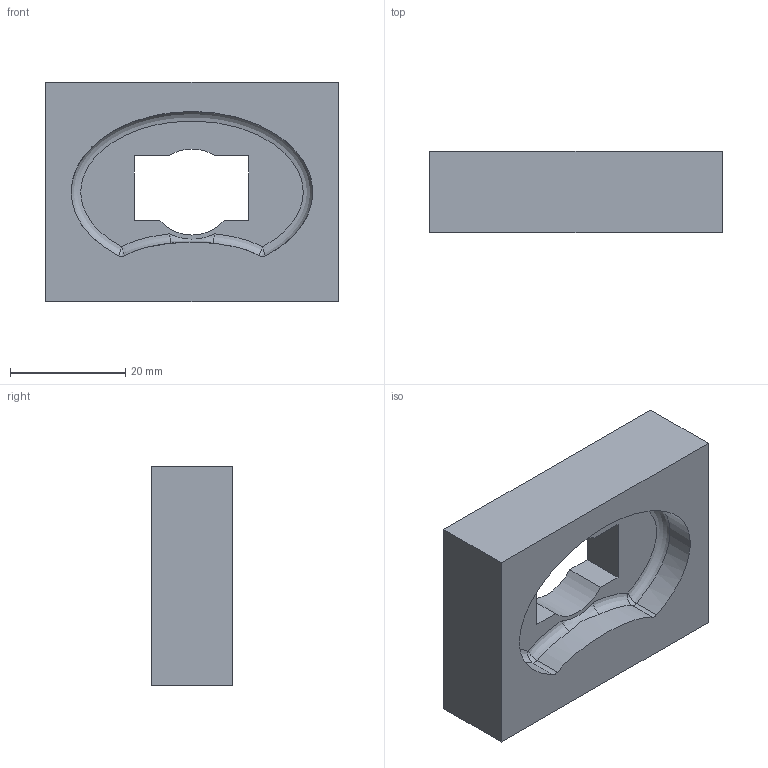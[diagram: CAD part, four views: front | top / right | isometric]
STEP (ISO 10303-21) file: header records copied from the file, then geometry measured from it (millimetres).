
FILE_DESCRIPTION(/* description */ ('Alibre Inc.'),/* implementation_level */ '2;1');
FILE_NAME(/* name */ 'export0',/* time_stamp */ '2015-08-03T10:24:49-04:00',/* author */ (''),/* organization */ (''),/* preprocessor_version */ 'ST-DEVELOPER v14',/* originating_system */ 'Alibre',/* authorisation */ '');
FILE_SCHEMA (('CONFIG_CONTROL_DESIGN'));
Length unit declared in the file: centimetre
Products named in the file (1): ID_1
Bounding box: 50.8 x 14.15 x 38.1 mm (x, y, z)
Volume: 20078.5 mm3; surface area: 7024.5 mm2
Topology: 1 solids, 1 shells, 26 faces, 69 edges, 44 vertices
Faces by surface type: plane 13, bspline 8, cylinder 4, extrusion 1
Entity records: 2790 total; most frequent: CARTESIAN_POINT 2122, ORIENTED_EDGE 134, DIRECTION 88, EDGE_CURVE 67, VERTEX_POINT 44, VECTOR 39, LINE 38, AXIS2_PLACEMENT_3D 31
